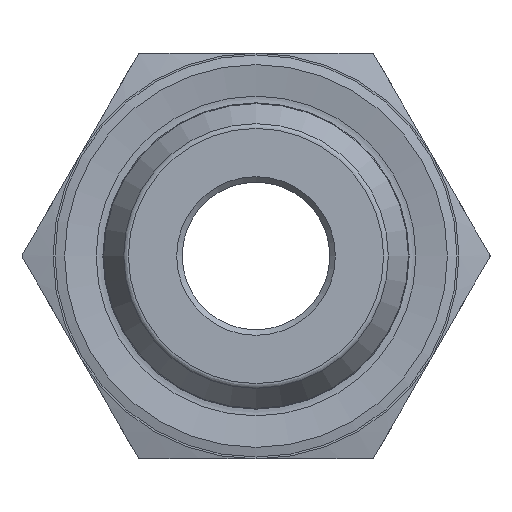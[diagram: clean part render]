
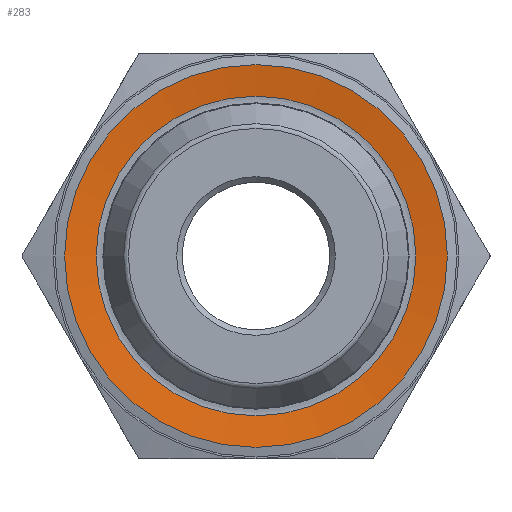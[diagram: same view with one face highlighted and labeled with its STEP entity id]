
A CAD part, left-side view. The second image highlights one B-rep face of the part: STEP entity #283.
In plain terms, the highlighted conical face has half-angle 82 degrees and reference radius 10.375 mm.
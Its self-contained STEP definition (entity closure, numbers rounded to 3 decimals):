
#107=CONICAL_SURFACE('',#1186,10.375,82.);
#151=FACE_BOUND('',#423,.T.);
#152=FACE_BOUND('',#424,.T.);
#209=CIRCLE('',#1183,8.667);
#210=CIRCLE('',#1185,10.375);
#283=ADVANCED_FACE('',(#151,#152),#107,.F.);
#423=EDGE_LOOP('',(#701));
#424=EDGE_LOOP('',(#702));
#701=ORIENTED_EDGE('',*,*,#1063,.T.);
#702=ORIENTED_EDGE('',*,*,#1064,.F.);
#937=VERTEX_POINT('',#2182);
#938=VERTEX_POINT('',#2185);
#1063=EDGE_CURVE('',#937,#937,#209,.T.);
#1064=EDGE_CURVE('',#938,#938,#210,.T.);
#1183=AXIS2_PLACEMENT_3D('',#2181,#1361,#1362);
#1185=AXIS2_PLACEMENT_3D('',#2184,#1365,#1366);
#1186=AXIS2_PLACEMENT_3D('',#2186,#1367,#1368);
#1361=DIRECTION('',(1.,0.,0.));
#1362=DIRECTION('',(0.,0.,1.));
#1365=DIRECTION('',(1.,0.,0.));
#1366=DIRECTION('',(0.,0.,1.));
#1367=DIRECTION('',(-1.,0.,0.));
#1368=DIRECTION('',(0.,0.,1.));
#2181=CARTESIAN_POINT('',(12.24,0.,0.));
#2182=CARTESIAN_POINT('',(12.24,0.,8.667));
#2184=CARTESIAN_POINT('',(12.,0.,0.));
#2185=CARTESIAN_POINT('',(12.,0.,10.375));
#2186=CARTESIAN_POINT('',(12.,0.,0.));
